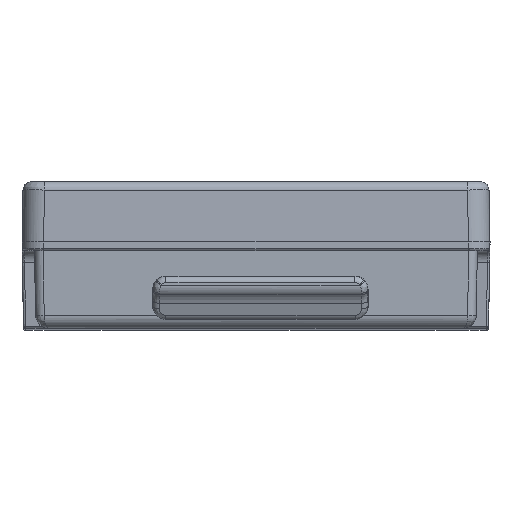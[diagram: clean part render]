
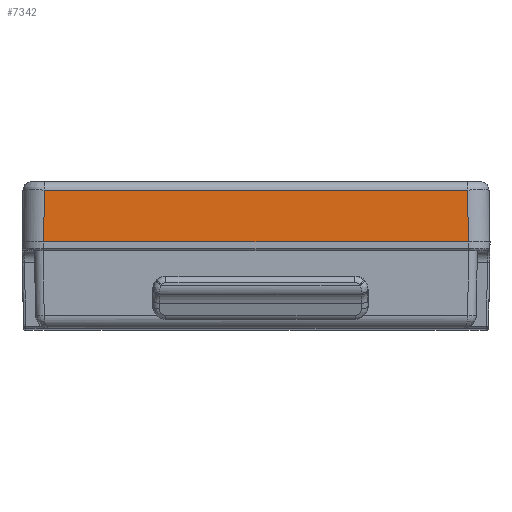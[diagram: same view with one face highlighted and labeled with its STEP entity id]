
A CAD part, top view. The second image highlights one B-rep face of the part: STEP entity #7342.
In plain terms, the highlighted planar face has unit normal (0, 0.018, 1).
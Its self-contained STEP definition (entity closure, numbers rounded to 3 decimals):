
#915 = CARTESIAN_POINT ( 'NONE',  ( 49.219, 43.806, 151.873 ) ) ;
#1033 = ORIENTED_EDGE ( 'NONE', *, *, #6172, .T. ) ;
#1730 = CARTESIAN_POINT ( 'NONE',  ( -49.251, 42., 151.905 ) ) ;
#2073 = ORIENTED_EDGE ( 'NONE', *, *, #2787, .T. ) ;
#2744 = DIRECTION ( 'NONE',  ( 1., 0., 0. ) ) ;
#2787 = EDGE_CURVE ( 'NONE', #4356, #9046, #2974, .T. ) ;
#2974 = LINE ( 'NONE', #3324, #3836 ) ;
#3324 = CARTESIAN_POINT ( 'NONE',  ( -54.25, 54.035, 151.695 ) ) ;
#3593 = CARTESIAN_POINT ( 'NONE',  ( -49.041, 54.035, 151.695 ) ) ;
#3836 = VECTOR ( 'NONE', #8546, 1000. ) ;
#3904 = ORIENTED_EDGE ( 'NONE', *, *, #4814, .F. ) ;
#4038 = DIRECTION ( 'NONE',  ( 0., 0.017, 1. ) ) ;
#4166 = DIRECTION ( 'NONE',  ( 0.017, -1., 0.017 ) ) ;
#4205 = CARTESIAN_POINT ( 'NONE',  ( 49.041, 54.035, 151.695 ) ) ;
#4303 = VERTEX_POINT ( 'NONE', #9190 ) ;
#4334 = AXIS2_PLACEMENT_3D ( 'NONE', #5065, #4038, #10707 ) ;
#4356 = VERTEX_POINT ( 'NONE', #4205 ) ;
#4814 = EDGE_CURVE ( 'NONE', #9985, #9046, #7895, .T. ) ;
#5065 = CARTESIAN_POINT ( 'NONE',  ( -54.25, 42., 151.905 ) ) ;
#5309 = VECTOR ( 'NONE', #2744, 1000. ) ;
#5672 = CARTESIAN_POINT ( 'NONE',  ( -49.16, 47.215, 151.814 ) ) ;
#6172 = EDGE_CURVE ( 'NONE', #9985, #4303, #7884, .T. ) ;
#6354 = EDGE_CURVE ( 'NONE', #4356, #4303, #7312, .T. ) ;
#6489 = FACE_OUTER_BOUND ( 'NONE', #7155, .T. ) ;
#6624 = VECTOR ( 'NONE', #10607, 1000. ) ;
#7155 = EDGE_LOOP ( 'NONE', ( #10541, #2073, #3904, #1033 ) ) ;
#7312 = LINE ( 'NONE', #915, #8704 ) ;
#7342 = ADVANCED_FACE ( 'NONE', ( #6489 ), #9147, .T. ) ;
#7884 = LINE ( 'NONE', #7910, #5309 ) ;
#7895 = LINE ( 'NONE', #5672, #6624 ) ;
#7910 = CARTESIAN_POINT ( 'NONE',  ( -54.25, 42., 151.905 ) ) ;
#8546 = DIRECTION ( 'NONE',  ( -1., 0., 0. ) ) ;
#8704 = VECTOR ( 'NONE', #4166, 1000. ) ;
#9046 = VERTEX_POINT ( 'NONE', #3593 ) ;
#9147 = PLANE ( 'NONE',  #4334 ) ;
#9190 = CARTESIAN_POINT ( 'NONE',  ( 49.251, 42., 151.905 ) ) ;
#9985 = VERTEX_POINT ( 'NONE', #1730 ) ;
#10541 = ORIENTED_EDGE ( 'NONE', *, *, #6354, .F. ) ;
#10607 = DIRECTION ( 'NONE',  ( 0.017, 1., -0.017 ) ) ;
#10707 = DIRECTION ( 'NONE',  ( 0., -1., 0.017 ) ) ;
